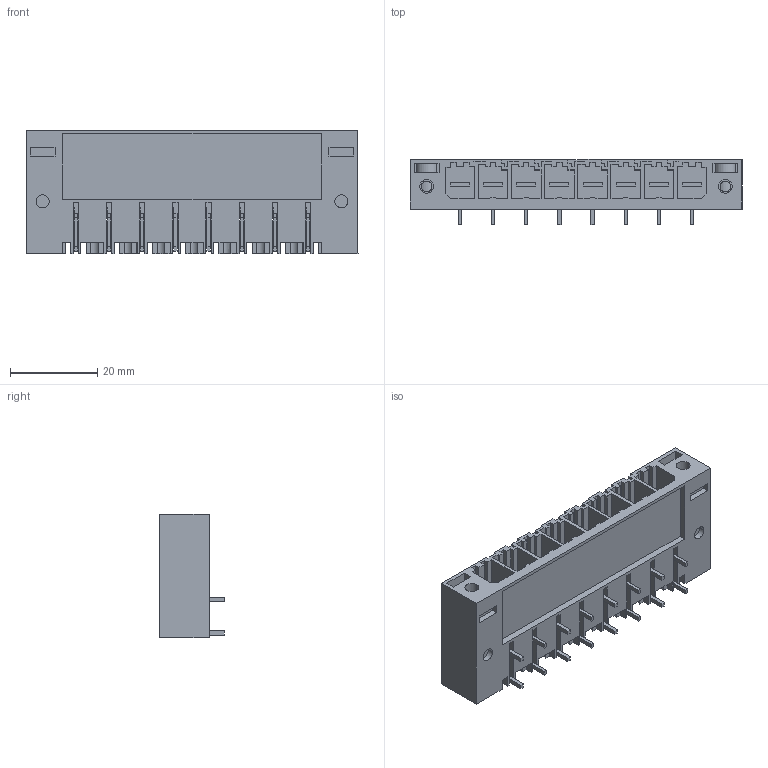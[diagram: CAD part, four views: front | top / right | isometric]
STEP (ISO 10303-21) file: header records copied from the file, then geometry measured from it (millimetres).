
FILE_DESCRIPTION(('CATIA V5 STEP Exchange','CAx-IF Rec.Pracs.--- Model Styling and Organization---1.2---2011-12-15'),'2;1');
FILE_NAME ('D1459393_0_1930550000_1930550000.stp','2017-04-28T06:52:24+00:00',('none'),('Weidmueller'),'CATIA Version 5-6 Release 2014','CATIA V5 STEP AP214','none');
FILE_SCHEMA(('AUTOMOTIVE_DESIGN { 1 0 10303 214 1 1 1 1 }'));
Length unit declared in the file: millimetre
Products named in the file (1): 1930550000
Bounding box: 76.2 x 14.9 x 28.3 mm (x, y, z)
Volume: 11866.2 mm3; surface area: 18771.1 mm2
Topology: 11 solids, 11 shells, 830 faces, 2418 edges, 1623 vertices
Faces by surface type: plane 762, cylinder 68
Entity records: 26435 total; most frequent: ORIENTED_EDGE 4836, CARTESIAN_POINT 4818, DIRECTION 3507, EDGE_CURVE 2418, VECTOR 2268, LINE 2268, VERTEX_POINT 1623, EDGE_LOOP 871
